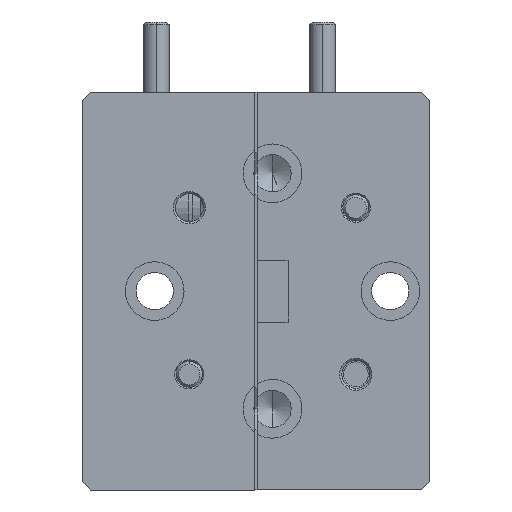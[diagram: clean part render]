
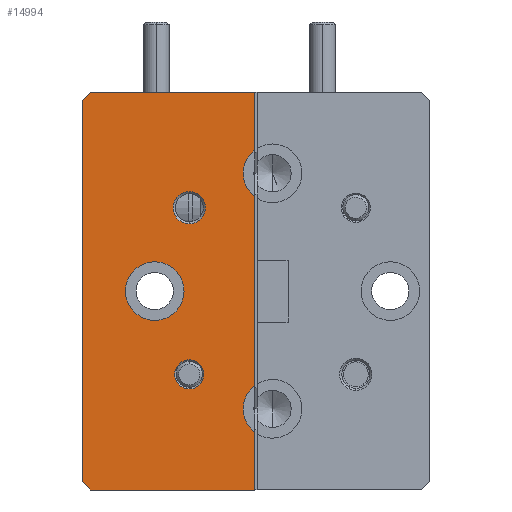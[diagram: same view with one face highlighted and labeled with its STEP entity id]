
A CAD part, left-side view. The second image highlights one B-rep face of the part: STEP entity #14994.
In plain terms, the highlighted planar face has unit normal (-1, 0, 0).
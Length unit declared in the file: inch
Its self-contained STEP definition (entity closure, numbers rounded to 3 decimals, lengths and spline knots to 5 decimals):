
#436 = EDGE_CURVE ( 'NONE', #9902, #38356, #45873, .T. ) ;
#575 = ORIENTED_EDGE ( 'NONE', *, *, #43507, .F. ) ;
#641 = VERTEX_POINT ( 'NONE', #20881 ) ;
#717 = DIRECTION ( 'NONE',  ( -1., 0., 0. ) ) ;
#1415 = FACE_BOUND ( 'NONE', #25803, .T. ) ;
#1729 = CARTESIAN_POINT ( 'NONE',  ( -1.8, 0.15687, -0.16412 ) ) ;
#1966 = VECTOR ( 'NONE', #11301, 39.37008 ) ;
#1972 = DIRECTION ( 'NONE',  ( -1., 0., 0. ) ) ;
#2297 = CARTESIAN_POINT ( 'NONE',  ( -1.8, 0., 0. ) ) ;
#2449 = AXIS2_PLACEMENT_3D ( 'NONE', #21416, #12632, #20837 ) ;
#3606 = CARTESIAN_POINT ( 'NONE',  ( -1.8, 0.412, -0.455 ) ) ;
#4586 = VECTOR ( 'NONE', #39249, 39.37008 ) ;
#5829 = VECTOR ( 'NONE', #30219, 39.37008 ) ;
#6687 = DIRECTION ( 'NONE',  ( 0., 0., 1. ) ) ;
#7608 = CARTESIAN_POINT ( 'NONE',  ( -1.8, 0.15687, -0.23362 ) ) ;
#8325 = CARTESIAN_POINT ( 'NONE',  ( -1.8, 0., 0. ) ) ;
#8682 = CARTESIAN_POINT ( 'NONE',  ( -1.8, 0.412, -0.475 ) ) ;
#8684 = CARTESIAN_POINT ( 'NONE',  ( -1.8, 0.23925, 0. ) ) ;
#8765 = VERTEX_POINT ( 'NONE', #13113 ) ;
#9203 = LINE ( 'NONE', #45323, #47711 ) ;
#9489 = DIRECTION ( 'NONE',  ( 0., 0., 1. ) ) ;
#9519 = CARTESIAN_POINT ( 'NONE',  ( -1.8, -0.042, 0.28125 ) ) ;
#9902 = VERTEX_POINT ( 'NONE', #35268 ) ;
#10836 = CARTESIAN_POINT ( 'NONE',  ( -1.8, 0., -0.33725 ) ) ;
#11301 = DIRECTION ( 'NONE',  ( 0., 0., 1. ) ) ;
#12216 = DIRECTION ( 'NONE',  ( 0., 0., 1. ) ) ;
#12632 = DIRECTION ( 'NONE',  ( -1., 0., 0. ) ) ;
#12795 = DIRECTION ( 'NONE',  ( -1., 0., 0. ) ) ;
#12822 = DIRECTION ( 'NONE',  ( 0., 0., 1. ) ) ;
#12924 = EDGE_CURVE ( 'NONE', #26694, #30163, #42141, .T. ) ;
#13113 = CARTESIAN_POINT ( 'NONE',  ( -1.8, 0.392, -0.475 ) ) ;
#13694 = EDGE_CURVE ( 'NONE', #50120, #55996, #18323, .T. ) ;
#13972 = EDGE_CURVE ( 'NONE', #30082, #27277, #9203, .T. ) ;
#14113 = DIRECTION ( 'NONE',  ( 0., 1., 0. ) ) ;
#14195 = CARTESIAN_POINT ( 'NONE',  ( -1.8, 0.412, -0.455 ) ) ;
#14994 = ADVANCED_FACE ( 'NONE', ( #1415, #54612, #26620, #21703 ), #22257, .F. ) ;
#15667 = VERTEX_POINT ( 'NONE', #39982 ) ;
#16518 = EDGE_CURVE ( 'NONE', #55996, #50120, #36306, .T. ) ;
#17286 = VERTEX_POINT ( 'NONE', #18248 ) ;
#18248 = CARTESIAN_POINT ( 'NONE',  ( -1.8, 0.23925, 0.07 ) ) ;
#18323 = CIRCLE ( 'NONE', #2449, 0.03475 ) ;
#18405 = ORIENTED_EDGE ( 'NONE', *, *, #43970, .F. ) ;
#18449 = ORIENTED_EDGE ( 'NONE', *, *, #38641, .F. ) ;
#19994 = AXIS2_PLACEMENT_3D ( 'NONE', #38204, #51487, #6687 ) ;
#20286 = EDGE_CURVE ( 'NONE', #26694, #46146, #57471, .T. ) ;
#20615 = VECTOR ( 'NONE', #28965, 39.37008 ) ;
#20837 = DIRECTION ( 'NONE',  ( 0., 0., 1. ) ) ;
#20864 = CARTESIAN_POINT ( 'NONE',  ( -1.8, 0.392, 0.475 ) ) ;
#20881 = CARTESIAN_POINT ( 'NONE',  ( -1.8, 0., -0.475 ) ) ;
#20989 = CIRCLE ( 'NONE', #48636, 0.07 ) ;
#21416 = CARTESIAN_POINT ( 'NONE',  ( -1.8, 0.15687, -0.19887 ) ) ;
#21703 = FACE_OUTER_BOUND ( 'NONE', #50766, .T. ) ;
#21923 = EDGE_CURVE ( 'NONE', #15667, #34236, #44092, .T. ) ;
#22257 = PLANE ( 'NONE',  #34759 ) ;
#22727 = ORIENTED_EDGE ( 'NONE', *, *, #16518, .F. ) ;
#22873 = EDGE_CURVE ( 'NONE', #25944, #9902, #31420, .T. ) ;
#24142 = ORIENTED_EDGE ( 'NONE', *, *, #38862, .F. ) ;
#24849 = EDGE_CURVE ( 'NONE', #641, #8765, #50145, .T. ) ;
#25009 = AXIS2_PLACEMENT_3D ( 'NONE', #58033, #27330, #26940 ) ;
#25329 = CARTESIAN_POINT ( 'NONE',  ( -1.8, 0.23925, 0. ) ) ;
#25453 = ORIENTED_EDGE ( 'NONE', *, *, #26671, .F. ) ;
#25669 = CARTESIAN_POINT ( 'NONE',  ( -1.8, 0., 0. ) ) ;
#25803 = EDGE_LOOP ( 'NONE', ( #30791, #25453 ) ) ;
#25944 = VERTEX_POINT ( 'NONE', #46750 ) ;
#26620 = FACE_BOUND ( 'NONE', #29755, .T. ) ;
#26671 = EDGE_CURVE ( 'NONE', #43592, #17286, #47145, .T. ) ;
#26694 = VERTEX_POINT ( 'NONE', #52321 ) ;
#26940 = DIRECTION ( 'NONE',  ( 0., 0., 1. ) ) ;
#27277 = VERTEX_POINT ( 'NONE', #35601 ) ;
#27330 = DIRECTION ( 'NONE',  ( -1., 0., 0. ) ) ;
#27753 = DIRECTION ( 'NONE',  ( 0., 0., 1. ) ) ;
#27874 = AXIS2_PLACEMENT_3D ( 'NONE', #25329, #38275, #33953 ) ;
#27969 = AXIS2_PLACEMENT_3D ( 'NONE', #50888, #1972, #29009 ) ;
#28371 = ORIENTED_EDGE ( 'NONE', *, *, #22873, .T. ) ;
#28965 = DIRECTION ( 'NONE',  ( 0., -0.707, 0.707 ) ) ;
#29009 = DIRECTION ( 'NONE',  ( 0., 0., 1. ) ) ;
#29755 = EDGE_LOOP ( 'NONE', ( #575, #51506 ) ) ;
#30082 = VERTEX_POINT ( 'NONE', #14195 ) ;
#30163 = VERTEX_POINT ( 'NONE', #10836 ) ;
#30219 = DIRECTION ( 'NONE',  ( 0., 0., 1. ) ) ;
#30791 = ORIENTED_EDGE ( 'NONE', *, *, #57492, .F. ) ;
#30948 = CARTESIAN_POINT ( 'NONE',  ( -1.8, 0.23925, -0.07 ) ) ;
#31089 = VECTOR ( 'NONE', #14113, 39.37008 ) ;
#31420 = LINE ( 'NONE', #2297, #1966 ) ;
#32666 = ORIENTED_EDGE ( 'NONE', *, *, #12924, .F. ) ;
#32776 = DIRECTION ( 'NONE',  ( 0., 0., -1. ) ) ;
#33953 = DIRECTION ( 'NONE',  ( 0., 0., 1. ) ) ;
#34236 = VERTEX_POINT ( 'NONE', #36201 ) ;
#34759 = AXIS2_PLACEMENT_3D ( 'NONE', #57486, #35194, #32776 ) ;
#35194 = DIRECTION ( 'NONE',  ( 1., 0., 0. ) ) ;
#35268 = CARTESIAN_POINT ( 'NONE',  ( -1.8, 0., 0.475 ) ) ;
#35601 = CARTESIAN_POINT ( 'NONE',  ( -1.8, 0.412, 0.455 ) ) ;
#35938 = EDGE_LOOP ( 'NONE', ( #55059, #22727 ) ) ;
#36201 = CARTESIAN_POINT ( 'NONE',  ( -1.8, 0.15687, 0.23737 ) ) ;
#36306 = CIRCLE ( 'NONE', #44220, 0.03475 ) ;
#38087 = ORIENTED_EDGE ( 'NONE', *, *, #24849, .F. ) ;
#38204 = CARTESIAN_POINT ( 'NONE',  ( -1.8, -0.042, -0.28125 ) ) ;
#38275 = DIRECTION ( 'NONE',  ( -1., 0., 0. ) ) ;
#38356 = VERTEX_POINT ( 'NONE', #20864 ) ;
#38641 = EDGE_CURVE ( 'NONE', #25944, #46146, #20989, .T. ) ;
#38862 = EDGE_CURVE ( 'NONE', #8765, #30082, #53175, .T. ) ;
#39249 = DIRECTION ( 'NONE',  ( 0., 1., 0. ) ) ;
#39250 = CARTESIAN_POINT ( 'NONE',  ( -1.8, 0.15687, -0.19887 ) ) ;
#39460 = DIRECTION ( 'NONE',  ( 0., 0.707, 0.707 ) ) ;
#39601 = CIRCLE ( 'NONE', #27969, 0.0385 ) ;
#39982 = CARTESIAN_POINT ( 'NONE',  ( -1.8, 0.15687, 0.16037 ) ) ;
#42141 = CIRCLE ( 'NONE', #19994, 0.07 ) ;
#43064 = ORIENTED_EDGE ( 'NONE', *, *, #436, .T. ) ;
#43507 = EDGE_CURVE ( 'NONE', #34236, #15667, #39601, .T. ) ;
#43592 = VERTEX_POINT ( 'NONE', #30948 ) ;
#43970 = EDGE_CURVE ( 'NONE', #27277, #38356, #49339, .T. ) ;
#44068 = ORIENTED_EDGE ( 'NONE', *, *, #20286, .T. ) ;
#44092 = CIRCLE ( 'NONE', #25009, 0.0385 ) ;
#44220 = AXIS2_PLACEMENT_3D ( 'NONE', #39250, #56228, #12216 ) ;
#44338 = ORIENTED_EDGE ( 'NONE', *, *, #13972, .F. ) ;
#45323 = CARTESIAN_POINT ( 'NONE',  ( -1.8, 0.412, 0.475 ) ) ;
#45873 = LINE ( 'NONE', #50298, #31089 ) ;
#46146 = VERTEX_POINT ( 'NONE', #52894 ) ;
#46750 = CARTESIAN_POINT ( 'NONE',  ( -1.8, 0., 0.33725 ) ) ;
#47145 = CIRCLE ( 'NONE', #27874, 0.07 ) ;
#47711 = VECTOR ( 'NONE', #9489, 39.37008 ) ;
#48536 = LINE ( 'NONE', #25669, #5829 ) ;
#48636 = AXIS2_PLACEMENT_3D ( 'NONE', #9519, #717, #27753 ) ;
#48730 = AXIS2_PLACEMENT_3D ( 'NONE', #8684, #12795, #57997 ) ;
#49110 = VECTOR ( 'NONE', #12822, 39.37008 ) ;
#49339 = LINE ( 'NONE', #56095, #20615 ) ;
#50120 = VERTEX_POINT ( 'NONE', #1729 ) ;
#50145 = LINE ( 'NONE', #8682, #4586 ) ;
#50298 = CARTESIAN_POINT ( 'NONE',  ( -1.8, 0.412, 0.475 ) ) ;
#50766 = EDGE_LOOP ( 'NONE', ( #44068, #18449, #28371, #43064, #18405, #44338, #24142, #38087, #51935, #32666 ) ) ;
#50888 = CARTESIAN_POINT ( 'NONE',  ( -1.8, 0.15687, 0.19887 ) ) ;
#51487 = DIRECTION ( 'NONE',  ( -1., 0., 0. ) ) ;
#51506 = ORIENTED_EDGE ( 'NONE', *, *, #21923, .F. ) ;
#51935 = ORIENTED_EDGE ( 'NONE', *, *, #54930, .T. ) ;
#52321 = CARTESIAN_POINT ( 'NONE',  ( -1.8, 0., -0.22525 ) ) ;
#52894 = CARTESIAN_POINT ( 'NONE',  ( -1.8, 0., 0.22525 ) ) ;
#53175 = LINE ( 'NONE', #3606, #54578 ) ;
#53890 = CIRCLE ( 'NONE', #48730, 0.07 ) ;
#54578 = VECTOR ( 'NONE', #39460, 39.37008 ) ;
#54612 = FACE_BOUND ( 'NONE', #35938, .T. ) ;
#54930 = EDGE_CURVE ( 'NONE', #641, #30163, #48536, .T. ) ;
#55059 = ORIENTED_EDGE ( 'NONE', *, *, #13694, .F. ) ;
#55996 = VERTEX_POINT ( 'NONE', #7608 ) ;
#56095 = CARTESIAN_POINT ( 'NONE',  ( -1.8, 0.412, 0.455 ) ) ;
#56228 = DIRECTION ( 'NONE',  ( -1., 0., 0. ) ) ;
#57471 = LINE ( 'NONE', #8325, #49110 ) ;
#57486 = CARTESIAN_POINT ( 'NONE',  ( -1.8, 0.412, 0.475 ) ) ;
#57492 = EDGE_CURVE ( 'NONE', #17286, #43592, #53890, .T. ) ;
#57997 = DIRECTION ( 'NONE',  ( 0., 0., 1. ) ) ;
#58033 = CARTESIAN_POINT ( 'NONE',  ( -1.8, 0.15687, 0.19887 ) ) ;
